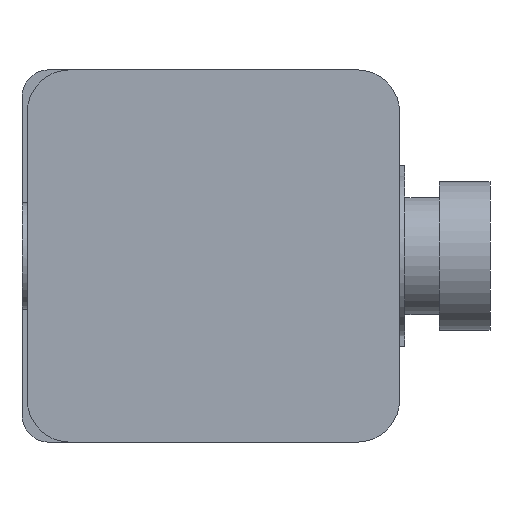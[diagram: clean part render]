
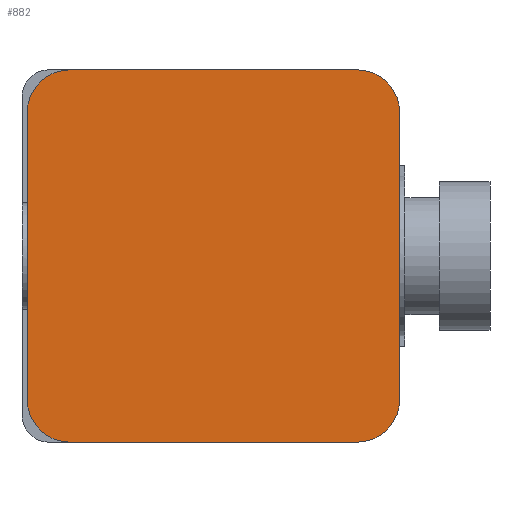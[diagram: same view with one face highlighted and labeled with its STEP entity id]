
A CAD part, front view. The second image highlights one B-rep face of the part: STEP entity #882.
In plain terms, the highlighted planar face has unit normal (0, -1, 0).
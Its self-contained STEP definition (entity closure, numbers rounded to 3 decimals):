
#106 = AXIS2_PLACEMENT_3D ( 'NONE', #232, #1632, #1370 ) ;
#131 = AXIS2_PLACEMENT_3D ( 'NONE', #1717, #903, #1093 ) ;
#136 = LINE ( 'NONE', #1535, #2067 ) ;
#232 = CARTESIAN_POINT ( 'NONE',  ( -27., -57.5, 27. ) ) ;
#238 = AXIS2_PLACEMENT_3D ( 'NONE', #1597, #396, #2156 ) ;
#252 = VERTEX_POINT ( 'NONE', #2360 ) ;
#263 = VERTEX_POINT ( 'NONE', #1433 ) ;
#292 = ORIENTED_EDGE ( 'NONE', *, *, #561, .T. ) ;
#331 = ORIENTED_EDGE ( 'NONE', *, *, #2425, .T. ) ;
#342 = EDGE_LOOP ( 'NONE', ( #1479, #1642, #1873, #1722, #2027, #1456, #331, #292 ) ) ;
#360 = CARTESIAN_POINT ( 'NONE',  ( 27., -57.5, -27. ) ) ;
#361 = DIRECTION ( 'NONE',  ( 0., 0., 1. ) ) ;
#396 = DIRECTION ( 'NONE',  ( 0., -1., 0. ) ) ;
#401 = CARTESIAN_POINT ( 'NONE',  ( 27., -57.5, 35. ) ) ;
#449 = CARTESIAN_POINT ( 'NONE',  ( -27., -57.5, -35. ) ) ;
#556 = LINE ( 'NONE', #1499, #904 ) ;
#561 = EDGE_CURVE ( 'NONE', #263, #2116, #1518, .T. ) ;
#567 = CIRCLE ( 'NONE', #238, 8. ) ;
#602 = VERTEX_POINT ( 'NONE', #449 ) ;
#713 = CARTESIAN_POINT ( 'NONE',  ( 35., -57.5, 27. ) ) ;
#738 = PLANE ( 'NONE',  #2565 ) ;
#772 = VERTEX_POINT ( 'NONE', #2030 ) ;
#882 = ADVANCED_FACE ( 'NONE', ( #2071 ), #738, .F. ) ;
#896 = VERTEX_POINT ( 'NONE', #1312 ) ;
#903 = DIRECTION ( 'NONE',  ( 0., -1., 0. ) ) ;
#904 = VECTOR ( 'NONE', #1726, 1000. ) ;
#925 = DIRECTION ( 'NONE',  ( 1., 0., 0. ) ) ;
#971 = EDGE_CURVE ( 'NONE', #772, #252, #556, .T. ) ;
#989 = DIRECTION ( 'NONE',  ( -1., 0., 0. ) ) ;
#1049 = VERTEX_POINT ( 'NONE', #401 ) ;
#1093 = DIRECTION ( 'NONE',  ( 0., 0., 1. ) ) ;
#1144 = CARTESIAN_POINT ( 'NONE',  ( 27., -57.5, -35. ) ) ;
#1154 = DIRECTION ( 'NONE',  ( 0., 1., 0. ) ) ;
#1169 = CARTESIAN_POINT ( 'NONE',  ( 27., -57.5, 35. ) ) ;
#1173 = AXIS2_PLACEMENT_3D ( 'NONE', #360, #2499, #2330 ) ;
#1235 = CIRCLE ( 'NONE', #106, 8. ) ;
#1307 = VERTEX_POINT ( 'NONE', #1144 ) ;
#1312 = CARTESIAN_POINT ( 'NONE',  ( -27., -57.5, 35. ) ) ;
#1313 = DIRECTION ( 'NONE',  ( 0., 0., 1. ) ) ;
#1319 = EDGE_CURVE ( 'NONE', #2116, #1049, #2368, .T. ) ;
#1337 = VECTOR ( 'NONE', #989, 1000. ) ;
#1370 = DIRECTION ( 'NONE',  ( 0., 0., -1. ) ) ;
#1379 = EDGE_CURVE ( 'NONE', #1049, #896, #1967, .T. ) ;
#1433 = CARTESIAN_POINT ( 'NONE',  ( 35., -57.5, -27. ) ) ;
#1456 = ORIENTED_EDGE ( 'NONE', *, *, #1688, .T. ) ;
#1479 = ORIENTED_EDGE ( 'NONE', *, *, #1319, .T. ) ;
#1499 = CARTESIAN_POINT ( 'NONE',  ( -35., -57.5, 27. ) ) ;
#1518 = LINE ( 'NONE', #713, #1797 ) ;
#1535 = CARTESIAN_POINT ( 'NONE',  ( 27., -57.5, -35. ) ) ;
#1597 = CARTESIAN_POINT ( 'NONE',  ( -27., -57.5, -27. ) ) ;
#1632 = DIRECTION ( 'NONE',  ( 0., -1., 0. ) ) ;
#1642 = ORIENTED_EDGE ( 'NONE', *, *, #1379, .T. ) ;
#1688 = EDGE_CURVE ( 'NONE', #602, #1307, #136, .T. ) ;
#1717 = CARTESIAN_POINT ( 'NONE',  ( 27., -57.5, 27. ) ) ;
#1722 = ORIENTED_EDGE ( 'NONE', *, *, #971, .T. ) ;
#1726 = DIRECTION ( 'NONE',  ( 0., 0., -1. ) ) ;
#1766 = CARTESIAN_POINT ( 'NONE',  ( 35., -57.5, 27. ) ) ;
#1797 = VECTOR ( 'NONE', #1313, 1000. ) ;
#1873 = ORIENTED_EDGE ( 'NONE', *, *, #2142, .T. ) ;
#1910 = EDGE_CURVE ( 'NONE', #252, #602, #567, .T. ) ;
#1967 = LINE ( 'NONE', #1169, #1337 ) ;
#2027 = ORIENTED_EDGE ( 'NONE', *, *, #1910, .T. ) ;
#2030 = CARTESIAN_POINT ( 'NONE',  ( -35., -57.5, 27. ) ) ;
#2067 = VECTOR ( 'NONE', #925, 1000. ) ;
#2071 = FACE_OUTER_BOUND ( 'NONE', #342, .T. ) ;
#2116 = VERTEX_POINT ( 'NONE', #1766 ) ;
#2142 = EDGE_CURVE ( 'NONE', #896, #772, #1235, .T. ) ;
#2156 = DIRECTION ( 'NONE',  ( 0., 0., 1. ) ) ;
#2319 = CARTESIAN_POINT ( 'NONE',  ( 0., -57.5, 0. ) ) ;
#2330 = DIRECTION ( 'NONE',  ( 0., 0., 1. ) ) ;
#2360 = CARTESIAN_POINT ( 'NONE',  ( -35., -57.5, -27. ) ) ;
#2368 = CIRCLE ( 'NONE', #131, 8. ) ;
#2425 = EDGE_CURVE ( 'NONE', #1307, #263, #2496, .T. ) ;
#2496 = CIRCLE ( 'NONE', #1173, 8. ) ;
#2499 = DIRECTION ( 'NONE',  ( 0., -1., 0. ) ) ;
#2565 = AXIS2_PLACEMENT_3D ( 'NONE', #2319, #1154, #361 ) ;
